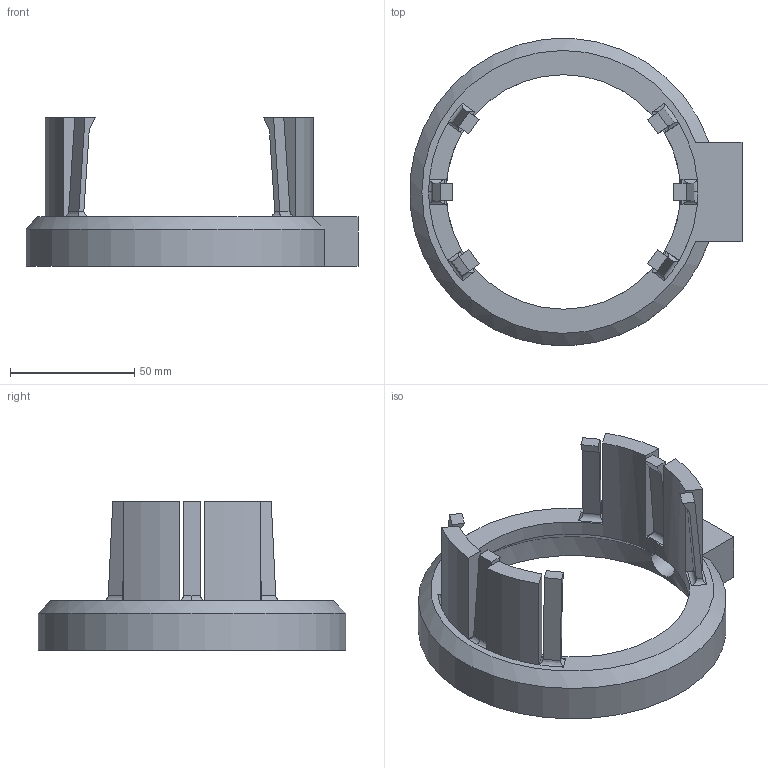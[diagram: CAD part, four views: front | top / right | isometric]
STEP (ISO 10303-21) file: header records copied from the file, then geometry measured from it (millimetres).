
FILE_DESCRIPTION((''),'2;1');
FILE_NAME('BECHERHALTER','2024-06-25T16:06:24',('mathi'),(''),'CREO PARAMETRIC BY PTC INC, 2023073','CREO PARAMETRIC BY PTC INC, 2023073','');
FILE_SCHEMA(('CONFIG_CONTROL_DESIGN'));
Length unit declared in the file: millimetre
Products named in the file (1): BECHERHALTER
Bounding box: 133.77 x 123.85 x 60 mm (x, y, z)
Volume: 115571.2 mm3; surface area: 38446.2 mm2
Topology: 1 solids, 1 shells, 99 faces, 264 edges, 167 vertices
Faces by surface type: plane 57, cylinder 31, bspline 8, cone 3
Entity records: 4154 total; most frequent: CARTESIAN_POINT 1759, ORIENTED_EDGE 528, DIRECTION 435, EDGE_CURVE 264, VERTEX_POINT 167, VECTOR 155, LINE 155, AXIS2_PLACEMENT_3D 140
